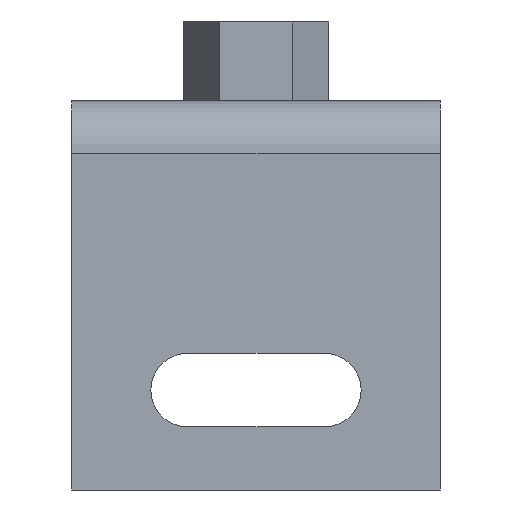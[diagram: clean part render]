
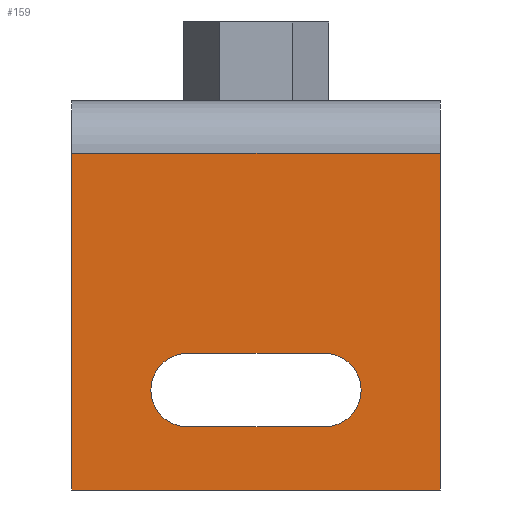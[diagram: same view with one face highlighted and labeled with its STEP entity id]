
A CAD part, left-side view. The second image highlights one B-rep face of the part: STEP entity #159.
In plain terms, the highlighted planar face has unit normal (-1, 0, 0).
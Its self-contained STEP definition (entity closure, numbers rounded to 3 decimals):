
#12 = ORIENTED_EDGE ( 'NONE', *, *, #584, .T. ) ;
#15 = DIRECTION ( 'NONE',  ( 1., 0., 0. ) ) ;
#26 = VERTEX_POINT ( 'NONE', #513 ) ;
#27 = CARTESIAN_POINT ( 'NONE',  ( -54.5, 13., -51. ) ) ;
#47 = LINE ( 'NONE', #1061, #604 ) ;
#89 = EDGE_LOOP ( 'NONE', ( #95, #886, #1041, #960, #12 ) ) ;
#95 = ORIENTED_EDGE ( 'NONE', *, *, #551, .T. ) ;
#116 = VERTEX_POINT ( 'NONE', #615 ) ;
#117 = DIRECTION ( 'NONE',  ( 0., 0., 1. ) ) ;
#126 = FACE_BOUND ( 'NONE', #89, .T. ) ;
#131 = CIRCLE ( 'NONE', #361, 7. ) ;
#132 = CARTESIAN_POINT ( 'NONE',  ( -54.5, 35., -70. ) ) ;
#145 = DIRECTION ( 'NONE',  ( 0., -1., 0. ) ) ;
#146 = EDGE_CURVE ( 'NONE', #26, #116, #725, .T. ) ;
#154 = VERTEX_POINT ( 'NONE', #223 ) ;
#159 = ADVANCED_FACE ( 'NONE', ( #126, #800 ), #384, .T. ) ;
#185 = CIRCLE ( 'NONE', #947, 7. ) ;
#187 = DIRECTION ( 'NONE',  ( 0., -1., 0. ) ) ;
#195 = DIRECTION ( 'NONE',  ( 0., -1., 0. ) ) ;
#202 = LINE ( 'NONE', #534, #694 ) ;
#223 = CARTESIAN_POINT ( 'NONE',  ( -54.5, -13., -44. ) ) ;
#228 = DIRECTION ( 'NONE',  ( -1., 0., 0. ) ) ;
#288 = EDGE_CURVE ( 'NONE', #784, #26, #360, .T. ) ;
#291 = VERTEX_POINT ( 'NONE', #936 ) ;
#292 = ORIENTED_EDGE ( 'NONE', *, *, #575, .F. ) ;
#310 = DIRECTION ( 'NONE',  ( 0., 0., -1. ) ) ;
#330 = VECTOR ( 'NONE', #145, 1000. ) ;
#343 = DIRECTION ( 'NONE',  ( 0., 1., 0. ) ) ;
#347 = DIRECTION ( 'NONE',  ( 1., 0., 0. ) ) ;
#360 = LINE ( 'NONE', #701, #653 ) ;
#361 = AXIS2_PLACEMENT_3D ( 'NONE', #27, #15, #710 ) ;
#384 = PLANE ( 'NONE',  #574 ) ;
#388 = DIRECTION ( 'NONE',  ( 0., 1., 0. ) ) ;
#389 = CARTESIAN_POINT ( 'NONE',  ( -54.5, 35., -6. ) ) ;
#391 = DIRECTION ( 'NONE',  ( 0., 1., 0. ) ) ;
#396 = AXIS2_PLACEMENT_3D ( 'NONE', #425, #347, #343 ) ;
#425 = CARTESIAN_POINT ( 'NONE',  ( -54.5, 13., -51. ) ) ;
#427 = CIRCLE ( 'NONE', #396, 7. ) ;
#460 = CARTESIAN_POINT ( 'NONE',  ( -54.5, -35., -6. ) ) ;
#480 = CARTESIAN_POINT ( 'NONE',  ( -54.5, 35., -70. ) ) ;
#492 = EDGE_CURVE ( 'NONE', #641, #658, #427, .T. ) ;
#513 = CARTESIAN_POINT ( 'NONE',  ( -54.5, -35., -6. ) ) ;
#534 = CARTESIAN_POINT ( 'NONE',  ( -54.5, 13., -44. ) ) ;
#551 = EDGE_CURVE ( 'NONE', #291, #154, #202, .T. ) ;
#561 = ORIENTED_EDGE ( 'NONE', *, *, #900, .T. ) ;
#562 = CARTESIAN_POINT ( 'NONE',  ( -54.5, -35., -6. ) ) ;
#574 = AXIS2_PLACEMENT_3D ( 'NONE', #562, #228, #391 ) ;
#575 = EDGE_CURVE ( 'NONE', #913, #784, #876, .T. ) ;
#584 = EDGE_CURVE ( 'NONE', #658, #291, #131, .T. ) ;
#593 = VERTEX_POINT ( 'NONE', #705 ) ;
#604 = VECTOR ( 'NONE', #388, 1000. ) ;
#613 = DIRECTION ( 'NONE',  ( 1., 0., 0. ) ) ;
#615 = CARTESIAN_POINT ( 'NONE',  ( -54.5, -35., -70. ) ) ;
#635 = ORIENTED_EDGE ( 'NONE', *, *, #288, .F. ) ;
#641 = VERTEX_POINT ( 'NONE', #966 ) ;
#653 = VECTOR ( 'NONE', #195, 1000. ) ;
#658 = VERTEX_POINT ( 'NONE', #774 ) ;
#681 = EDGE_CURVE ( 'NONE', #154, #593, #185, .T. ) ;
#694 = VECTOR ( 'NONE', #187, 1000. ) ;
#701 = CARTESIAN_POINT ( 'NONE',  ( -54.5, 35., -6. ) ) ;
#705 = CARTESIAN_POINT ( 'NONE',  ( -54.5, -13., -58. ) ) ;
#710 = DIRECTION ( 'NONE',  ( 0., 1., 0. ) ) ;
#725 = LINE ( 'NONE', #460, #1045 ) ;
#729 = EDGE_CURVE ( 'NONE', #593, #641, #47, .T. ) ;
#774 = CARTESIAN_POINT ( 'NONE',  ( -54.5, 20., -51. ) ) ;
#784 = VERTEX_POINT ( 'NONE', #389 ) ;
#800 = FACE_OUTER_BOUND ( 'NONE', #1075, .T. ) ;
#841 = VECTOR ( 'NONE', #117, 1000. ) ;
#872 = CARTESIAN_POINT ( 'NONE',  ( -54.5, 35., -70. ) ) ;
#876 = LINE ( 'NONE', #872, #841 ) ;
#886 = ORIENTED_EDGE ( 'NONE', *, *, #681, .T. ) ;
#900 = EDGE_CURVE ( 'NONE', #913, #116, #1062, .T. ) ;
#913 = VERTEX_POINT ( 'NONE', #480 ) ;
#936 = CARTESIAN_POINT ( 'NONE',  ( -54.5, 13., -44. ) ) ;
#947 = AXIS2_PLACEMENT_3D ( 'NONE', #1032, #613, #951 ) ;
#951 = DIRECTION ( 'NONE',  ( 0., 1., 0. ) ) ;
#960 = ORIENTED_EDGE ( 'NONE', *, *, #492, .T. ) ;
#966 = CARTESIAN_POINT ( 'NONE',  ( -54.5, 13., -58. ) ) ;
#1032 = CARTESIAN_POINT ( 'NONE',  ( -54.5, -13., -51. ) ) ;
#1041 = ORIENTED_EDGE ( 'NONE', *, *, #729, .T. ) ;
#1045 = VECTOR ( 'NONE', #310, 1000. ) ;
#1048 = ORIENTED_EDGE ( 'NONE', *, *, #146, .F. ) ;
#1061 = CARTESIAN_POINT ( 'NONE',  ( -54.5, -13., -58. ) ) ;
#1062 = LINE ( 'NONE', #132, #330 ) ;
#1075 = EDGE_LOOP ( 'NONE', ( #1048, #635, #292, #561 ) ) ;
